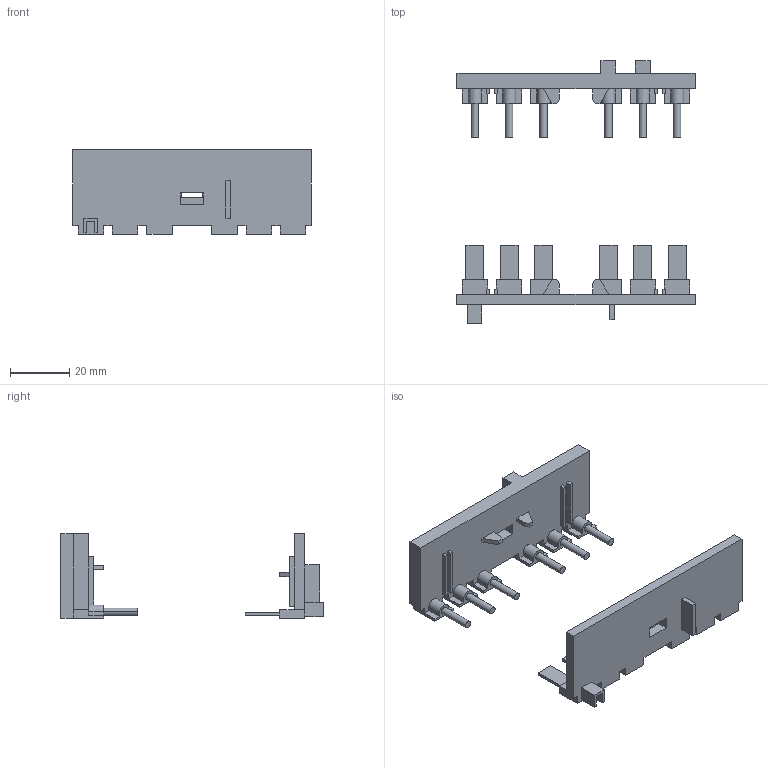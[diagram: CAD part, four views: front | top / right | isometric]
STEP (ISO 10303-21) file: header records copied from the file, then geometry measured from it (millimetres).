
FILE_DESCRIPTION( ( '' ), '1' );
FILE_NAME( 'dil_m32_xrl.stp', '2010-03-05T08:03:00', ( '' ), ( '' ), ' ', ' ', ' ' );
FILE_SCHEMA( ( 'CONFIG_CONTROL_DESIGN' ) );
Length unit declared in the file: millimetre
Products named in the file (2): 1; 2
Bounding box: 80.2 x 88.4 x 28.6 mm (x, y, z)
Volume: 22703.3 mm3; surface area: 15491.3 mm2
Topology: 2 solids, 2 shells, 250 faces, 648 edges, 428 vertices
Faces by surface type: plane 232, cylinder 18
Entity records: 7588 total; most frequent: CARTESIAN_POINT 1328, ORIENTED_EDGE 1296, DIRECTION 1188, EDGE_CURVE 648, LINE 612, VECTOR 612, VERTEX_POINT 428, AXIS2_PLACEMENT_3D 288
